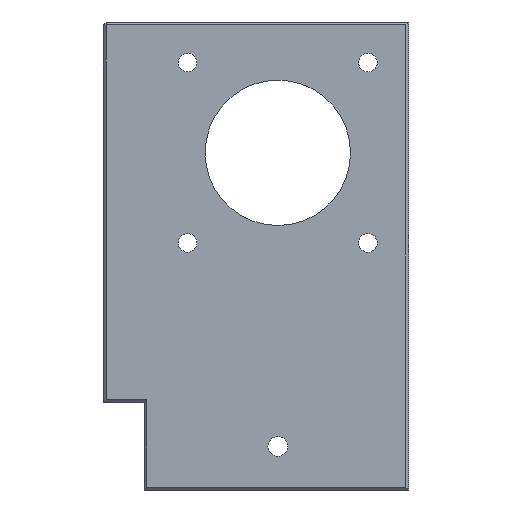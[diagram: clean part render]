
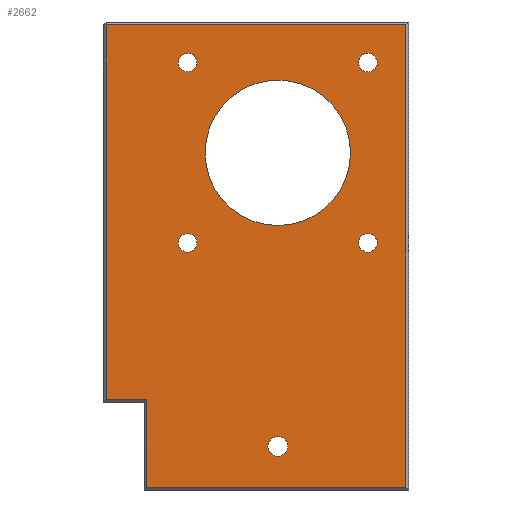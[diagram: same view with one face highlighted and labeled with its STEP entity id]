
A CAD part, left-side view. The second image highlights one B-rep face of the part: STEP entity #2662.
In plain terms, the highlighted planar face has unit normal (-1, 0, 0).
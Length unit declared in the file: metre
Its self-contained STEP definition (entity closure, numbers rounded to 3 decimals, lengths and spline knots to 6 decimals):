
#230=LINE('',#4094,#575);
#231=LINE('',#4097,#576);
#232=LINE('',#4099,#577);
#233=LINE('',#4101,#578);
#234=LINE('',#4103,#579);
#235=LINE('',#4105,#580);
#575=VECTOR('',#3226,1.);
#576=VECTOR('',#3227,1.);
#577=VECTOR('',#3228,1.);
#578=VECTOR('',#3229,1.);
#579=VECTOR('',#3230,1.);
#580=VECTOR('',#3231,1.);
#709=PLANE('',#2821);
#1062=ORIENTED_EDGE('',*,*,#1795,.T.);
#1063=ORIENTED_EDGE('',*,*,#1796,.T.);
#1064=ORIENTED_EDGE('',*,*,#1797,.T.);
#1065=ORIENTED_EDGE('',*,*,#1798,.T.);
#1066=ORIENTED_EDGE('',*,*,#1799,.T.);
#1067=ORIENTED_EDGE('',*,*,#1800,.T.);
#1068=ORIENTED_EDGE('',*,*,#1801,.T.);
#1069=ORIENTED_EDGE('',*,*,#1802,.F.);
#1070=ORIENTED_EDGE('',*,*,#1803,.F.);
#1071=ORIENTED_EDGE('',*,*,#1804,.F.);
#1072=ORIENTED_EDGE('',*,*,#1805,.F.);
#1073=ORIENTED_EDGE('',*,*,#1806,.F.);
#1795=EDGE_CURVE('',#2160,#2160,#2200,.T.);
#1796=EDGE_CURVE('',#2161,#2162,#230,.T.);
#1797=EDGE_CURVE('',#2162,#2163,#231,.T.);
#1798=EDGE_CURVE('',#2163,#2164,#232,.T.);
#1799=EDGE_CURVE('',#2164,#2165,#233,.T.);
#1800=EDGE_CURVE('',#2165,#2166,#234,.T.);
#1801=EDGE_CURVE('',#2166,#2161,#235,.T.);
#1802=EDGE_CURVE('',#2167,#2167,#2201,.T.);
#1803=EDGE_CURVE('',#2168,#2168,#2202,.T.);
#1804=EDGE_CURVE('',#2169,#2169,#2203,.T.);
#1805=EDGE_CURVE('',#2170,#2170,#2204,.T.);
#1806=EDGE_CURVE('',#2171,#2171,#2205,.T.);
#2160=VERTEX_POINT('',#4093);
#2161=VERTEX_POINT('',#4095);
#2162=VERTEX_POINT('',#4096);
#2163=VERTEX_POINT('',#4098);
#2164=VERTEX_POINT('',#4100);
#2165=VERTEX_POINT('',#4102);
#2166=VERTEX_POINT('',#4104);
#2167=VERTEX_POINT('',#4107);
#2168=VERTEX_POINT('',#4109);
#2169=VERTEX_POINT('',#4111);
#2170=VERTEX_POINT('',#4113);
#2171=VERTEX_POINT('',#4115);
#2200=CIRCLE('',#2822,0.0017);
#2201=CIRCLE('',#2823,0.0125);
#2202=CIRCLE('',#2824,0.0016);
#2203=CIRCLE('',#2825,0.0016);
#2204=CIRCLE('',#2826,0.0016);
#2205=CIRCLE('',#2827,0.0016);
#2277=EDGE_LOOP('',(#1062));
#2278=EDGE_LOOP('',(#1063,#1064,#1065,#1066,#1067,#1068));
#2279=EDGE_LOOP('',(#1069));
#2280=EDGE_LOOP('',(#1070));
#2281=EDGE_LOOP('',(#1071));
#2282=EDGE_LOOP('',(#1072));
#2283=EDGE_LOOP('',(#1073));
#2490=FACE_BOUND('',#2277,.T.);
#2491=FACE_BOUND('',#2278,.T.);
#2492=FACE_BOUND('',#2279,.T.);
#2493=FACE_BOUND('',#2280,.T.);
#2494=FACE_BOUND('',#2281,.T.);
#2495=FACE_BOUND('',#2282,.T.);
#2496=FACE_BOUND('',#2283,.T.);
#2662=ADVANCED_FACE('',(#2490,#2491,#2492,#2493,#2494,#2495,#2496),#709,
 .T.);
#2821=AXIS2_PLACEMENT_3D('',#4091,#3222,#3223);
#2822=AXIS2_PLACEMENT_3D('',#4092,#3224,#3225);
#2823=AXIS2_PLACEMENT_3D('',#4106,#3232,#3233);
#2824=AXIS2_PLACEMENT_3D('',#4108,#3234,#3235);
#2825=AXIS2_PLACEMENT_3D('',#4110,#3236,#3237);
#2826=AXIS2_PLACEMENT_3D('',#4112,#3238,#3239);
#2827=AXIS2_PLACEMENT_3D('',#4114,#3240,#3241);
#3222=DIRECTION('',(-1.,0.,0.));
#3223=DIRECTION('',(0.,0.,1.));
#3224=DIRECTION('',(1.,0.,0.));
#3225=DIRECTION('',(0.,0.,-1.));
#3226=DIRECTION('',(0.,0.,1.));
#3227=DIRECTION('',(0.,1.,0.));
#3228=DIRECTION('',(0.,0.,-1.));
#3229=DIRECTION('',(0.,-1.,0.));
#3230=DIRECTION('',(0.,0.,-1.));
#3231=DIRECTION('',(0.,-1.,0.));
#3232=DIRECTION('',(-1.,0.,0.));
#3233=DIRECTION('',(0.,0.,1.));
#3234=DIRECTION('',(-1.,0.,0.));
#3235=DIRECTION('',(0.,0.,1.));
#3236=DIRECTION('',(-1.,0.,0.));
#3237=DIRECTION('',(0.,0.,1.));
#3238=DIRECTION('',(-1.,0.,0.));
#3239=DIRECTION('',(0.,0.,1.));
#3240=DIRECTION('',(-1.,0.,0.));
#3241=DIRECTION('',(0.,0.,1.));
#4091=CARTESIAN_POINT('',(-0.039804,0.02625,0.003));
#4092=CARTESIAN_POINT('',(-0.039804,0.0225,-0.0075));
#4093=CARTESIAN_POINT('',(-0.039804,0.0225,-0.0092));
#4094=CARTESIAN_POINT('',(-0.039804,0.0005,0.0655));
#4095=CARTESIAN_POINT('',(-0.039804,0.0005,-0.0145));
#4096=CARTESIAN_POINT('',(-0.039804,0.0005,0.065));
#4097=CARTESIAN_POINT('',(-0.039804,0.0525,0.065));
#4098=CARTESIAN_POINT('',(-0.039804,0.052,0.065));
#4099=CARTESIAN_POINT('',(-0.039804,0.052,0.003));
#4100=CARTESIAN_POINT('',(-0.039804,0.052,0.0005));
#4101=CARTESIAN_POINT('',(-0.039804,0.0455,0.0005));
#4102=CARTESIAN_POINT('',(-0.039804,0.045,0.0005));
#4103=CARTESIAN_POINT('',(-0.039804,0.045,-0.015));
#4104=CARTESIAN_POINT('',(-0.039804,0.045,-0.0145));
#4105=CARTESIAN_POINT('',(-0.039804,0.,-0.0145));
#4106=CARTESIAN_POINT('',(-0.039804,0.0225,0.043));
#4107=CARTESIAN_POINT('',(-0.039804,0.0225,0.0555));
#4108=CARTESIAN_POINT('',(-0.039804,0.038,0.0585));
#4109=CARTESIAN_POINT('',(-0.039804,0.038,0.0601));
#4110=CARTESIAN_POINT('',(-0.039804,0.007,0.0585));
#4111=CARTESIAN_POINT('',(-0.039804,0.007,0.0601));
#4112=CARTESIAN_POINT('',(-0.039804,0.007,0.0275));
#4113=CARTESIAN_POINT('',(-0.039804,0.007,0.0291));
#4114=CARTESIAN_POINT('',(-0.039804,0.038,0.0275));
#4115=CARTESIAN_POINT('',(-0.039804,0.038,0.0291));
